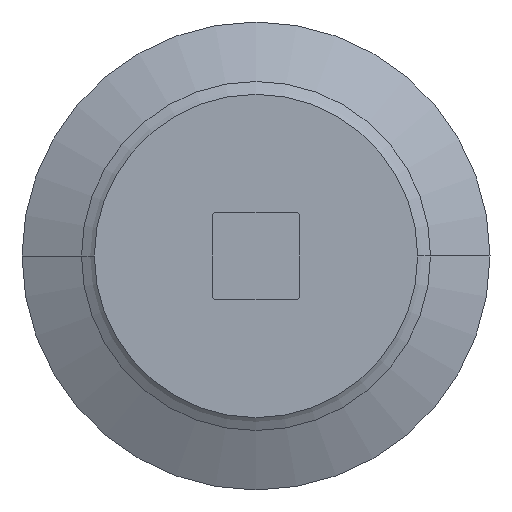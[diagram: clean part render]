
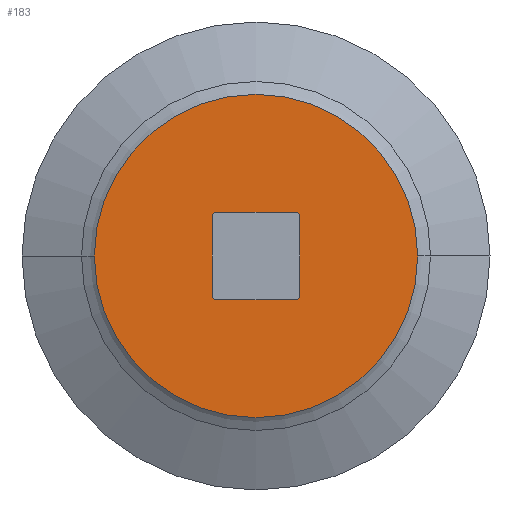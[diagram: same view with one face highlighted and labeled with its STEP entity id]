
A CAD part, left-side view. The second image highlights one B-rep face of the part: STEP entity #183.
In plain terms, the highlighted planar face has unit normal (-1, 0, 0).
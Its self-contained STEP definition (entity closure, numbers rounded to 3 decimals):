
#2 = EDGE_CURVE ( 'NONE', #1096, #881, #615, .T. ) ;
#22 = EDGE_CURVE ( 'NONE', #1129, #207, #210, .T. ) ;
#32 = DIRECTION ( 'NONE',  ( 1., 0., 0. ) ) ;
#43 = DIRECTION ( 'NONE',  ( 0., -1., 0. ) ) ;
#49 = CARTESIAN_POINT ( 'NONE',  ( -5.7, -0.95, -0.85 ) ) ;
#99 = EDGE_CURVE ( 'NONE', #101, #568, #303, .T. ) ;
#101 = VERTEX_POINT ( 'NONE', #49 ) ;
#151 = EDGE_CURVE ( 'NONE', #1049, #1465, #709, .T. ) ;
#173 = DIRECTION ( 'NONE',  ( 0., 1., 0. ) ) ;
#179 = EDGE_LOOP ( 'NONE', ( #666, #1267, #191, #521, #1023, #529, #302, #1160 ) ) ;
#183 = ADVANCED_FACE ( 'NONE', ( #550, #1009 ), #983, .F. ) ;
#191 = ORIENTED_EDGE ( 'NONE', *, *, #639, .F. ) ;
#207 = VERTEX_POINT ( 'NONE', #760 ) ;
#210 = CIRCLE ( 'NONE', #237, 3.5 ) ;
#223 = DIRECTION ( 'NONE',  ( 1., 0., 0. ) ) ;
#230 = EDGE_CURVE ( 'NONE', #1096, #1465, #1119, .T. ) ;
#231 = AXIS2_PLACEMENT_3D ( 'NONE', #1248, #938, #1055 ) ;
#237 = AXIS2_PLACEMENT_3D ( 'NONE', #503, #862, #507 ) ;
#261 = CARTESIAN_POINT ( 'NONE',  ( -5.7, 0.85, -0.95 ) ) ;
#266 = DIRECTION ( 'NONE',  ( 0., 1., 0. ) ) ;
#274 = DIRECTION ( 'NONE',  ( 1., 0., 0. ) ) ;
#302 = ORIENTED_EDGE ( 'NONE', *, *, #230, .F. ) ;
#303 = CIRCLE ( 'NONE', #1305, 0.1 ) ;
#344 = DIRECTION ( 'NONE',  ( 0., 0., -1. ) ) ;
#377 = CARTESIAN_POINT ( 'NONE',  ( -5.7, 0.95, 0.85 ) ) ;
#382 = CARTESIAN_POINT ( 'NONE',  ( -5.7, -0.85, -0.85 ) ) ;
#409 = EDGE_CURVE ( 'NONE', #207, #1129, #439, .T. ) ;
#439 = CIRCLE ( 'NONE', #1474, 3.5 ) ;
#446 = CARTESIAN_POINT ( 'NONE',  ( -5.7, -0.95, 0.85 ) ) ;
#454 = LINE ( 'NONE', #1258, #545 ) ;
#458 = CARTESIAN_POINT ( 'NONE',  ( -5.7, 0.85, 0.95 ) ) ;
#487 = DIRECTION ( 'NONE',  ( 1., 0., 0. ) ) ;
#503 = CARTESIAN_POINT ( 'NONE',  ( -5.7, 0., 0. ) ) ;
#507 = DIRECTION ( 'NONE',  ( 0., 1., 0. ) ) ;
#511 = LINE ( 'NONE', #962, #871 ) ;
#521 = ORIENTED_EDGE ( 'NONE', *, *, #942, .T. ) ;
#529 = ORIENTED_EDGE ( 'NONE', *, *, #151, .T. ) ;
#545 = VECTOR ( 'NONE', #43, 1000. ) ;
#546 = CARTESIAN_POINT ( 'NONE',  ( -5.7, -0.95, 0.95 ) ) ;
#548 = LINE ( 'NONE', #782, #985 ) ;
#550 = FACE_BOUND ( 'NONE', #179, .T. ) ;
#563 = AXIS2_PLACEMENT_3D ( 'NONE', #1130, #977, #1333 ) ;
#568 = VERTEX_POINT ( 'NONE', #651 ) ;
#615 = CIRCLE ( 'NONE', #1283, 0.1 ) ;
#639 = EDGE_CURVE ( 'NONE', #705, #568, #454, .T. ) ;
#651 = CARTESIAN_POINT ( 'NONE',  ( -5.7, -0.85, -0.95 ) ) ;
#666 = ORIENTED_EDGE ( 'NONE', *, *, #1199, .F. ) ;
#705 = VERTEX_POINT ( 'NONE', #261 ) ;
#709 = CIRCLE ( 'NONE', #563, 0.1 ) ;
#729 = CIRCLE ( 'NONE', #231, 0.1 ) ;
#760 = CARTESIAN_POINT ( 'NONE',  ( -5.7, 3.5, 0. ) ) ;
#782 = CARTESIAN_POINT ( 'NONE',  ( -5.7, 0.95, 0.95 ) ) ;
#833 = VECTOR ( 'NONE', #1145, 1000. ) ;
#851 = EDGE_CURVE ( 'NONE', #1049, #1349, #548, .T. ) ;
#862 = DIRECTION ( 'NONE',  ( 1., 0., 0. ) ) ;
#871 = VECTOR ( 'NONE', #1416, 1000. ) ;
#881 = VERTEX_POINT ( 'NONE', #446 ) ;
#890 = CARTESIAN_POINT ( 'NONE',  ( -5.7, 0.95, -0.85 ) ) ;
#938 = DIRECTION ( 'NONE',  ( 1., 0., 0. ) ) ;
#942 = EDGE_CURVE ( 'NONE', #705, #1349, #729, .T. ) ;
#962 = CARTESIAN_POINT ( 'NONE',  ( -5.7, -0.95, 0.95 ) ) ;
#977 = DIRECTION ( 'NONE',  ( 1., 0., 0. ) ) ;
#983 = PLANE ( 'NONE',  #1086 ) ;
#985 = VECTOR ( 'NONE', #344, 1000. ) ;
#1009 = FACE_OUTER_BOUND ( 'NONE', #1316, .T. ) ;
#1023 = ORIENTED_EDGE ( 'NONE', *, *, #851, .F. ) ;
#1049 = VERTEX_POINT ( 'NONE', #377 ) ;
#1055 = DIRECTION ( 'NONE',  ( 0., 1., 0. ) ) ;
#1086 = AXIS2_PLACEMENT_3D ( 'NONE', #1444, #223, #1340 ) ;
#1096 = VERTEX_POINT ( 'NONE', #1163 ) ;
#1119 = LINE ( 'NONE', #546, #833 ) ;
#1129 = VERTEX_POINT ( 'NONE', #1193 ) ;
#1130 = CARTESIAN_POINT ( 'NONE',  ( -5.7, 0.85, 0.85 ) ) ;
#1145 = DIRECTION ( 'NONE',  ( 0., 1., 0. ) ) ;
#1155 = CARTESIAN_POINT ( 'NONE',  ( -5.7, -0.85, 0.85 ) ) ;
#1160 = ORIENTED_EDGE ( 'NONE', *, *, #2, .T. ) ;
#1163 = CARTESIAN_POINT ( 'NONE',  ( -5.7, -0.85, 0.95 ) ) ;
#1193 = CARTESIAN_POINT ( 'NONE',  ( -5.7, -3.5, 0. ) ) ;
#1199 = EDGE_CURVE ( 'NONE', #101, #881, #511, .T. ) ;
#1248 = CARTESIAN_POINT ( 'NONE',  ( -5.7, 0.85, -0.85 ) ) ;
#1258 = CARTESIAN_POINT ( 'NONE',  ( -5.7, -0.95, -0.95 ) ) ;
#1267 = ORIENTED_EDGE ( 'NONE', *, *, #99, .T. ) ;
#1283 = AXIS2_PLACEMENT_3D ( 'NONE', #1155, #487, #1369 ) ;
#1305 = AXIS2_PLACEMENT_3D ( 'NONE', #382, #274, #173 ) ;
#1316 = EDGE_LOOP ( 'NONE', ( #1344, #1437 ) ) ;
#1333 = DIRECTION ( 'NONE',  ( 0., 1., 0. ) ) ;
#1340 = DIRECTION ( 'NONE',  ( 0., 1., 0. ) ) ;
#1344 = ORIENTED_EDGE ( 'NONE', *, *, #409, .F. ) ;
#1349 = VERTEX_POINT ( 'NONE', #890 ) ;
#1369 = DIRECTION ( 'NONE',  ( 0., 1., 0. ) ) ;
#1410 = CARTESIAN_POINT ( 'NONE',  ( -5.7, 0., 0. ) ) ;
#1416 = DIRECTION ( 'NONE',  ( 0., 0., 1. ) ) ;
#1437 = ORIENTED_EDGE ( 'NONE', *, *, #22, .F. ) ;
#1444 = CARTESIAN_POINT ( 'NONE',  ( -5.7, 3.5, 0. ) ) ;
#1465 = VERTEX_POINT ( 'NONE', #458 ) ;
#1474 = AXIS2_PLACEMENT_3D ( 'NONE', #1410, #32, #266 ) ;
